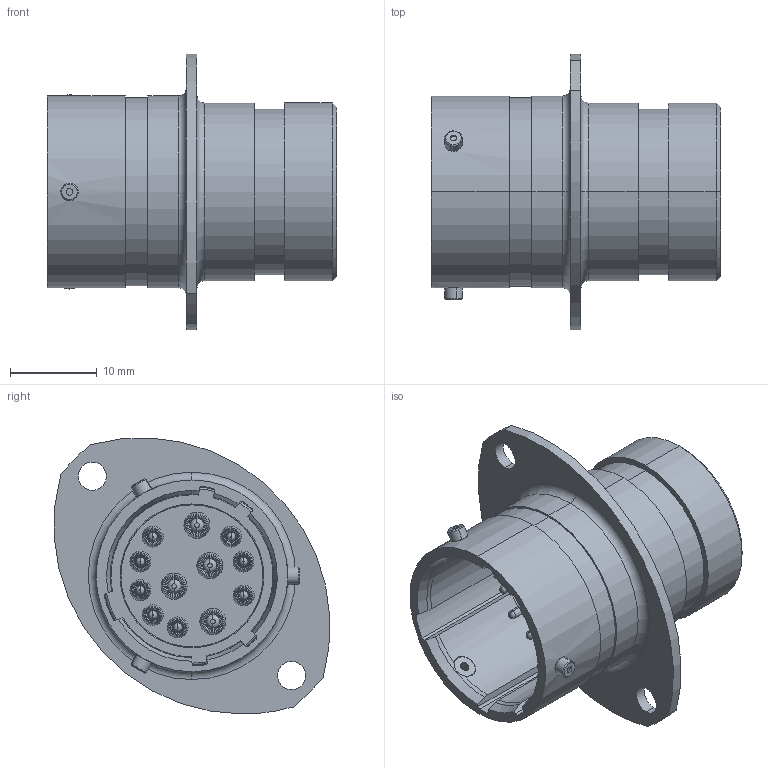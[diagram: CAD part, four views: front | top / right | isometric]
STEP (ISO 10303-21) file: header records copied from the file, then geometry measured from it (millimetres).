
FILE_DESCRIPTION (( 'STEP AP214' ), '1' );
FILE_NAME ('AS014-97PA.STEP', '2020-06-05T10:53:25', ( 'TE Connectivity' ), ( 'TE Connectivity' ), 'SwSTEP 2.0', 'SolidWorks 2016', '' );
FILE_SCHEMA (( 'AUTOMOTIVE_DESIGN' ));
Length unit declared in the file: millimetre
Products named in the file (1): AS014-97PA
Bounding box: 33.31 x 31.76 x 31.8 mm (x, y, z)
Volume: 7532.7 mm3; surface area: 9577.7 mm2
Topology: 24 solids, 24 shells, 706 faces, 1520 edges, 920 vertices
Faces by surface type: cylinder 226, torus 220, plane 128, cone 116, sphere 16
Entity records: 27719 total; most frequent: DIRECTION 3971, CARTESIAN_POINT 3444, ORIENTED_EDGE 3008, AXIS2_PLACEMENT_3D 1802, EDGE_CURVE 1504, CIRCLE 1097, VERTEX_POINT 914, EDGE_LOOP 858
